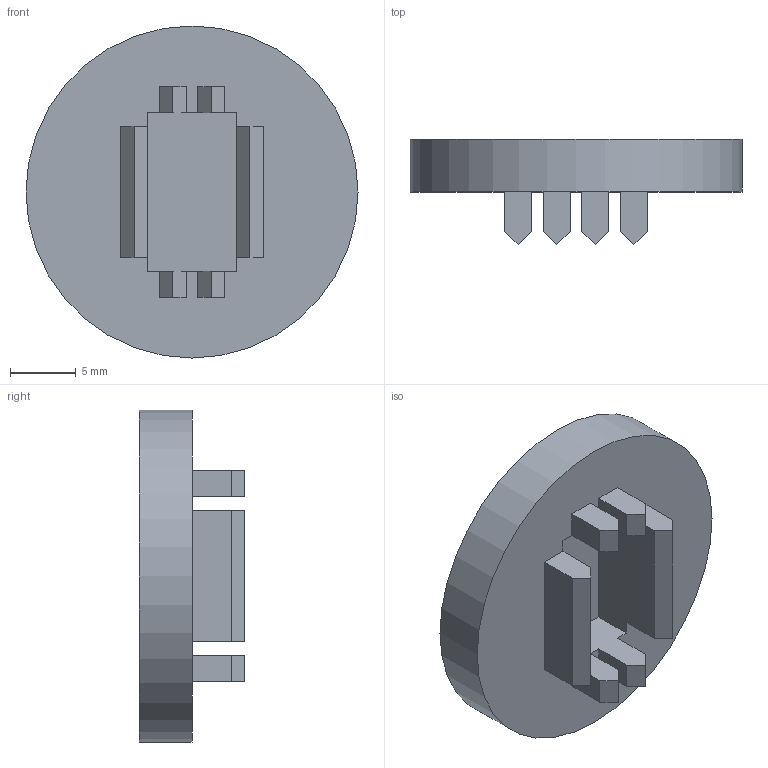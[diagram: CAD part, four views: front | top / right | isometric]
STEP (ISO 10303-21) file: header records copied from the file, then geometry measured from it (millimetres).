
FILE_DESCRIPTION(/* description */ (''),/* implementation_level */ '2;1');
FILE_NAME(/* name */ 'blade_top_cap.step',/* time_stamp */ '2024-05-10T19:25:44+03:00',/* author */ (''),/* organization */ (''),/* preprocessor_version */ 'ST-DEVELOPER v20',/* originating_system */ 'Autodesk Translation Framework v12.20.1.177',/* authorisation */ '');
FILE_SCHEMA (('AUTOMOTIVE_DESIGN { 1 0 10303 214 3 1 1 }','TECHNICAL_DATA_PACKAGING'));
Length unit declared in the file: millimetre
Products named in the file (1): cap
Bounding box: 25.2 x 8 x 25.2 mm (x, y, z)
Volume: 1946.2 mm3; surface area: 1702.2 mm2
Topology: 1 solids, 1 shells, 38 faces, 105 edges, 70 vertices
Faces by surface type: plane 37, cylinder 1
Full cylindrical faces by diameter (mm): 25.2 x1
Entity records: 1224 total; most frequent: CARTESIAN_POINT 214, ORIENTED_EDGE 210, DIRECTION 185, EDGE_CURVE 105, LINE 103, VECTOR 103, VERTEX_POINT 70, AXIS2_PLACEMENT_3D 41
